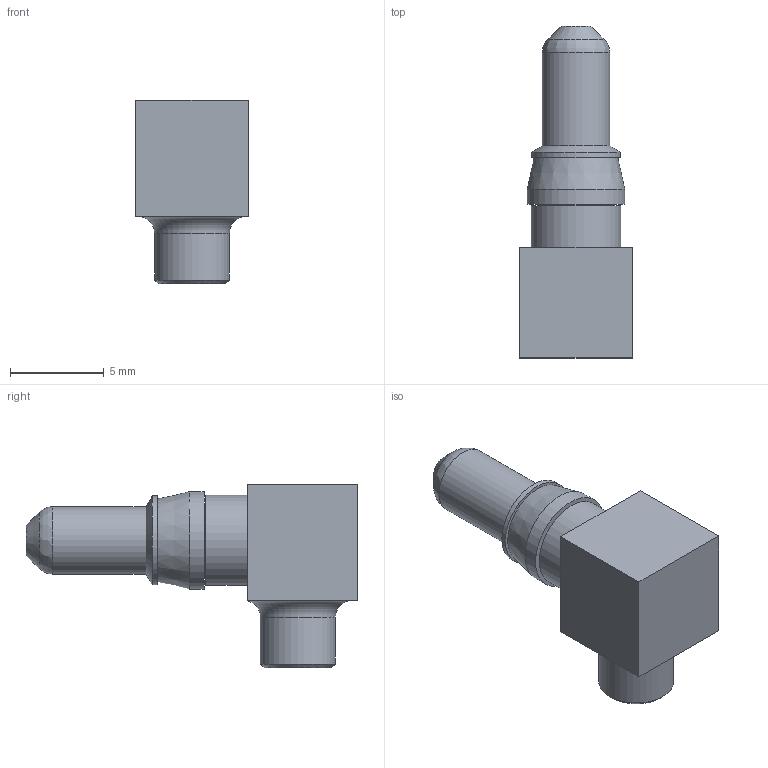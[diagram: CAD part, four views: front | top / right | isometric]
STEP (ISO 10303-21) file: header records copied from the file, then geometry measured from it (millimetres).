
FILE_DESCRIPTION(/* description */ (''),/* implementation_level */ '2;1');
FILE_NAME(/* name */ '100193943ugm000_e.stp',/* time_stamp */ '2016-03-17T12:34:32+01:00',/* author */ (''),/* organization */ (''),/* preprocessor_version */ 'ST-DEVELOPER v16',/* originating_system */ 'SIEMENS PLM Software NX 10.0',/* authorisation */ '');
FILE_SCHEMA (('AUTOMOTIVE_DESIGN { 1 0 10303 214 3 1 1 1 }'));
Length unit declared in the file: millimetre
Products named in the file (1): 100193943ugm000_e
Bounding box: 6 x 17.7 x 9.8 mm (x, y, z)
Volume: 425.4 mm3; surface area: 432 mm2
Topology: 1 solids, 1 shells, 25 faces, 50 edges, 32 vertices
Faces by surface type: plane 12, cylinder 7, cone 4, bspline 1, torus 1
Full cylindrical faces by diameter (mm): 3.6 x3, 4 x1, 4.75 x1, 4.8 x1, 5.2 x1
Entity records: 608 total; most frequent: CARTESIAN_POINT 119, DIRECTION 101, ORIENTED_EDGE 66, AXIS2_PLACEMENT_3D 44, EDGE_LOOP 43, FACE_BOUND 36, EDGE_CURVE 33, VERTEX_POINT 28
